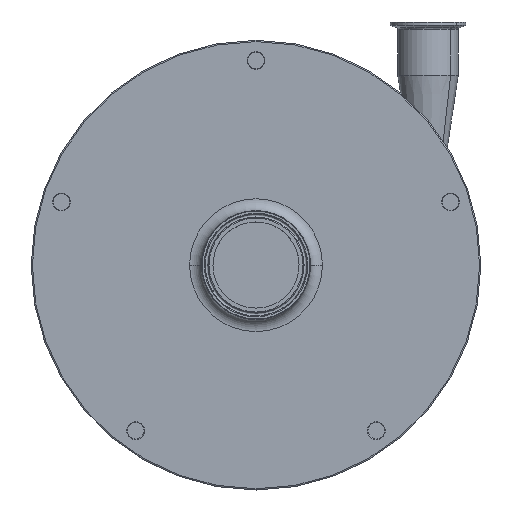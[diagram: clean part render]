
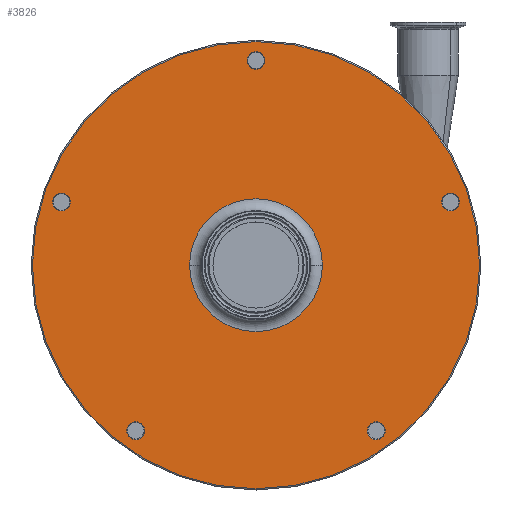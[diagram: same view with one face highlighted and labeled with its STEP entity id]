
A CAD part, top view. The second image highlights one B-rep face of the part: STEP entity #3826.
In plain terms, the highlighted planar face has unit normal (0, 0, 1).
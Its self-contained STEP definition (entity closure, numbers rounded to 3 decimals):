
#17 = AXIS2_PLACEMENT_3D ( 'NONE', #3978, #318, #1233 ) ;
#55 = CARTESIAN_POINT ( 'NONE',  ( 0., 172.5, 29.5 ) ) ;
#83 = DIRECTION ( 'NONE',  ( 0., -1., 0. ) ) ;
#92 = ORIENTED_EDGE ( 'NONE', *, *, #3198, .F. ) ;
#120 = AXIS2_PLACEMENT_3D ( 'NONE', #2554, #2440, #127 ) ;
#127 = DIRECTION ( 'NONE',  ( -1., 0., 0. ) ) ;
#150 = EDGE_LOOP ( 'NONE', ( #5637, #2886 ) ) ;
#170 = DIRECTION ( 'NONE',  ( 0., -1., 0. ) ) ;
#176 = CARTESIAN_POINT ( 'NONE',  ( 164.057, 53.305, 29.5 ) ) ;
#207 = CIRCLE ( 'NONE', #4561, 7.5 ) ;
#212 = EDGE_CURVE ( 'NONE', #4386, #3896, #586, .T. ) ;
#231 = DIRECTION ( 'NONE',  ( 0., 0., 1. ) ) ;
#288 = EDGE_LOOP ( 'NONE', ( #3685, #408 ) ) ;
#318 = DIRECTION ( 'NONE',  ( 0., 0., 1. ) ) ;
#342 = CARTESIAN_POINT ( 'NONE',  ( -101.393, -147.055, 29.5 ) ) ;
#408 = ORIENTED_EDGE ( 'NONE', *, *, #2025, .T. ) ;
#475 = EDGE_CURVE ( 'NONE', #2048, #5507, #4934, .T. ) ;
#536 = CARTESIAN_POINT ( 'NONE',  ( 0., 0., 29.5 ) ) ;
#572 = EDGE_CURVE ( 'NONE', #2155, #3463, #2347, .T. ) ;
#586 = CIRCLE ( 'NONE', #5923, 188.5 ) ;
#614 = CIRCLE ( 'NONE', #5571, 56. ) ;
#631 = VERTEX_POINT ( 'NONE', #2118 ) ;
#649 = AXIS2_PLACEMENT_3D ( 'NONE', #5699, #5727, #170 ) ;
#679 = CARTESIAN_POINT ( 'NONE',  ( 164.057, 60.805, 29.5 ) ) ;
#720 = EDGE_CURVE ( 'NONE', #3463, #2155, #207, .T. ) ;
#757 = CARTESIAN_POINT ( 'NONE',  ( 0., 172.5, 29.5 ) ) ;
#815 = DIRECTION ( 'NONE',  ( 0., 0., 1. ) ) ;
#918 = CIRCLE ( 'NONE', #2470, 56. ) ;
#922 = ORIENTED_EDGE ( 'NONE', *, *, #4610, .F. ) ;
#1009 = EDGE_LOOP ( 'NONE', ( #1466, #92 ) ) ;
#1052 = EDGE_CURVE ( 'NONE', #3896, #4386, #3020, .T. ) ;
#1080 = AXIS2_PLACEMENT_3D ( 'NONE', #4380, #231, #1578 ) ;
#1117 = VERTEX_POINT ( 'NONE', #5466 ) ;
#1233 = DIRECTION ( 'NONE',  ( 0., -1., 0. ) ) ;
#1258 = FACE_BOUND ( 'NONE', #288, .T. ) ;
#1325 = DIRECTION ( 'NONE',  ( 0., 0., 1. ) ) ;
#1410 = CARTESIAN_POINT ( 'NONE',  ( -7.5, 172.5, 29.5 ) ) ;
#1466 = ORIENTED_EDGE ( 'NONE', *, *, #2588, .F. ) ;
#1488 = EDGE_CURVE ( 'NONE', #1117, #631, #2167, .T. ) ;
#1533 = CIRCLE ( 'NONE', #5294, 7.5 ) ;
#1578 = DIRECTION ( 'NONE',  ( 0., -1., 0. ) ) ;
#1608 = ORIENTED_EDGE ( 'NONE', *, *, #4761, .F. ) ;
#1702 = EDGE_LOOP ( 'NONE', ( #1608, #922 ) ) ;
#1719 = FACE_BOUND ( 'NONE', #1702, .T. ) ;
#1751 = DIRECTION ( 'NONE',  ( 0., 0., -1. ) ) ;
#1794 = VERTEX_POINT ( 'NONE', #4092 ) ;
#1893 = CARTESIAN_POINT ( 'NONE',  ( 101.393, -132.055, 29.5 ) ) ;
#1970 = ORIENTED_EDGE ( 'NONE', *, *, #475, .F. ) ;
#1975 = DIRECTION ( 'NONE',  ( 0., 0., -1. ) ) ;
#2025 = EDGE_CURVE ( 'NONE', #4667, #2454, #614, .T. ) ;
#2048 = VERTEX_POINT ( 'NONE', #3086 ) ;
#2064 = DIRECTION ( 'NONE',  ( 0., 0., 1. ) ) ;
#2118 = CARTESIAN_POINT ( 'NONE',  ( -164.057, 60.805, 29.5 ) ) ;
#2155 = VERTEX_POINT ( 'NONE', #1893 ) ;
#2167 = CIRCLE ( 'NONE', #4763, 7.5 ) ;
#2179 = AXIS2_PLACEMENT_3D ( 'NONE', #55, #2826, #5642 ) ;
#2215 = CARTESIAN_POINT ( 'NONE',  ( 0., 0., 29.5 ) ) ;
#2240 = DIRECTION ( 'NONE',  ( 0., 0., 1. ) ) ;
#2296 = DIRECTION ( 'NONE',  ( 0., -1., 0. ) ) ;
#2347 = CIRCLE ( 'NONE', #17, 7.5 ) ;
#2358 = CARTESIAN_POINT ( 'NONE',  ( 188.5, 0., 29.5 ) ) ;
#2362 = ORIENTED_EDGE ( 'NONE', *, *, #1488, .F. ) ;
#2419 = CIRCLE ( 'NONE', #5708, 7.5 ) ;
#2440 = DIRECTION ( 'NONE',  ( 0., 0., 1. ) ) ;
#2454 = VERTEX_POINT ( 'NONE', #4806 ) ;
#2470 = AXIS2_PLACEMENT_3D ( 'NONE', #536, #1975, #5206 ) ;
#2554 = CARTESIAN_POINT ( 'NONE',  ( 0., 0., 29.5 ) ) ;
#2588 = EDGE_CURVE ( 'NONE', #2923, #4212, #5178, .T. ) ;
#2592 = EDGE_CURVE ( 'NONE', #2454, #4667, #918, .T. ) ;
#2634 = CARTESIAN_POINT ( 'NONE',  ( 101.393, -147.055, 29.5 ) ) ;
#2672 = CARTESIAN_POINT ( 'NONE',  ( 56., 0., 29.5 ) ) ;
#2678 = AXIS2_PLACEMENT_3D ( 'NONE', #5415, #1751, #5448 ) ;
#2767 = EDGE_LOOP ( 'NONE', ( #5762, #3994 ) ) ;
#2826 = DIRECTION ( 'NONE',  ( 0., 0., 1. ) ) ;
#2886 = ORIENTED_EDGE ( 'NONE', *, *, #1052, .T. ) ;
#2923 = VERTEX_POINT ( 'NONE', #4189 ) ;
#3020 = CIRCLE ( 'NONE', #120, 188.5 ) ;
#3055 = DIRECTION ( 'NONE',  ( 0., 0., -1. ) ) ;
#3084 = CARTESIAN_POINT ( 'NONE',  ( -101.393, -139.555, 29.5 ) ) ;
#3086 = CARTESIAN_POINT ( 'NONE',  ( 164.057, 45.805, 29.5 ) ) ;
#3101 = FACE_OUTER_BOUND ( 'NONE', #150, .T. ) ;
#3146 = DIRECTION ( 'NONE',  ( 0., 0., 1. ) ) ;
#3167 = CIRCLE ( 'NONE', #5281, 7.5 ) ;
#3198 = EDGE_CURVE ( 'NONE', #4212, #2923, #1533, .T. ) ;
#3382 = EDGE_LOOP ( 'NONE', ( #2362, #5074 ) ) ;
#3422 = CARTESIAN_POINT ( 'NONE',  ( -188.5, 0., 29.5 ) ) ;
#3462 = EDGE_CURVE ( 'NONE', #631, #1117, #3167, .T. ) ;
#3463 = VERTEX_POINT ( 'NONE', #2634 ) ;
#3482 = DIRECTION ( 'NONE',  ( 1., 0., 0. ) ) ;
#3524 = FACE_BOUND ( 'NONE', #3382, .T. ) ;
#3557 = FACE_BOUND ( 'NONE', #2767, .T. ) ;
#3564 = CARTESIAN_POINT ( 'NONE',  ( -164.057, 53.305, 29.5 ) ) ;
#3685 = ORIENTED_EDGE ( 'NONE', *, *, #2592, .T. ) ;
#3706 = DIRECTION ( 'NONE',  ( 0., 0., 1. ) ) ;
#3826 = ADVANCED_FACE ( 'NONE', ( #3524, #1719, #3557, #5316, #4883, #3101, #1258 ), #4035, .F. ) ;
#3889 = DIRECTION ( 'NONE',  ( 0., -1., 0. ) ) ;
#3896 = VERTEX_POINT ( 'NONE', #2358 ) ;
#3978 = CARTESIAN_POINT ( 'NONE',  ( 101.393, -139.555, 29.5 ) ) ;
#3994 = ORIENTED_EDGE ( 'NONE', *, *, #572, .F. ) ;
#4035 = PLANE ( 'NONE',  #2678 ) ;
#4092 = CARTESIAN_POINT ( 'NONE',  ( -101.393, -132.055, 29.5 ) ) ;
#4189 = CARTESIAN_POINT ( 'NONE',  ( 7.5, 172.5, 29.5 ) ) ;
#4212 = VERTEX_POINT ( 'NONE', #1410 ) ;
#4225 = CARTESIAN_POINT ( 'NONE',  ( -164.057, 53.305, 29.5 ) ) ;
#4380 = CARTESIAN_POINT ( 'NONE',  ( 164.057, 53.305, 29.5 ) ) ;
#4386 = VERTEX_POINT ( 'NONE', #3422 ) ;
#4561 = AXIS2_PLACEMENT_3D ( 'NONE', #4624, #1325, #5015 ) ;
#4610 = EDGE_CURVE ( 'NONE', #1794, #4887, #5696, .T. ) ;
#4624 = CARTESIAN_POINT ( 'NONE',  ( 101.393, -139.555, 29.5 ) ) ;
#4667 = VERTEX_POINT ( 'NONE', #2672 ) ;
#4761 = EDGE_CURVE ( 'NONE', #4887, #1794, #5001, .T. ) ;
#4763 = AXIS2_PLACEMENT_3D ( 'NONE', #4225, #3706, #2296 ) ;
#4806 = CARTESIAN_POINT ( 'NONE',  ( -56., 0., 29.5 ) ) ;
#4807 = AXIS2_PLACEMENT_3D ( 'NONE', #3084, #4927, #83 ) ;
#4842 = DIRECTION ( 'NONE',  ( -1., 0., 0. ) ) ;
#4883 = FACE_BOUND ( 'NONE', #1009, .T. ) ;
#4887 = VERTEX_POINT ( 'NONE', #342 ) ;
#4927 = DIRECTION ( 'NONE',  ( 0., 0., 1. ) ) ;
#4934 = CIRCLE ( 'NONE', #1080, 7.5 ) ;
#4961 = CARTESIAN_POINT ( 'NONE',  ( 0., 0., 29.5 ) ) ;
#4987 = DIRECTION ( 'NONE',  ( -1., 0., 0. ) ) ;
#5001 = CIRCLE ( 'NONE', #649, 7.5 ) ;
#5015 = DIRECTION ( 'NONE',  ( 0., -1., 0. ) ) ;
#5074 = ORIENTED_EDGE ( 'NONE', *, *, #3462, .F. ) ;
#5178 = CIRCLE ( 'NONE', #2179, 7.5 ) ;
#5185 = EDGE_CURVE ( 'NONE', #5507, #2048, #2419, .T. ) ;
#5206 = DIRECTION ( 'NONE',  ( -1., 0., 0. ) ) ;
#5281 = AXIS2_PLACEMENT_3D ( 'NONE', #3564, #2240, #5385 ) ;
#5294 = AXIS2_PLACEMENT_3D ( 'NONE', #757, #815, #3482 ) ;
#5316 = FACE_BOUND ( 'NONE', #5781, .T. ) ;
#5385 = DIRECTION ( 'NONE',  ( 0., -1., 0. ) ) ;
#5415 = CARTESIAN_POINT ( 'NONE',  ( 0., 189.5, 29.5 ) ) ;
#5448 = DIRECTION ( 'NONE',  ( -1., 0., 0. ) ) ;
#5466 = CARTESIAN_POINT ( 'NONE',  ( -164.057, 45.805, 29.5 ) ) ;
#5484 = ORIENTED_EDGE ( 'NONE', *, *, #5185, .F. ) ;
#5507 = VERTEX_POINT ( 'NONE', #679 ) ;
#5571 = AXIS2_PLACEMENT_3D ( 'NONE', #4961, #3055, #4842 ) ;
#5637 = ORIENTED_EDGE ( 'NONE', *, *, #212, .T. ) ;
#5642 = DIRECTION ( 'NONE',  ( 1., 0., 0. ) ) ;
#5696 = CIRCLE ( 'NONE', #4807, 7.5 ) ;
#5699 = CARTESIAN_POINT ( 'NONE',  ( -101.393, -139.555, 29.5 ) ) ;
#5708 = AXIS2_PLACEMENT_3D ( 'NONE', #176, #2064, #3889 ) ;
#5727 = DIRECTION ( 'NONE',  ( 0., 0., 1. ) ) ;
#5762 = ORIENTED_EDGE ( 'NONE', *, *, #720, .F. ) ;
#5781 = EDGE_LOOP ( 'NONE', ( #1970, #5484 ) ) ;
#5923 = AXIS2_PLACEMENT_3D ( 'NONE', #2215, #3146, #4987 ) ;
